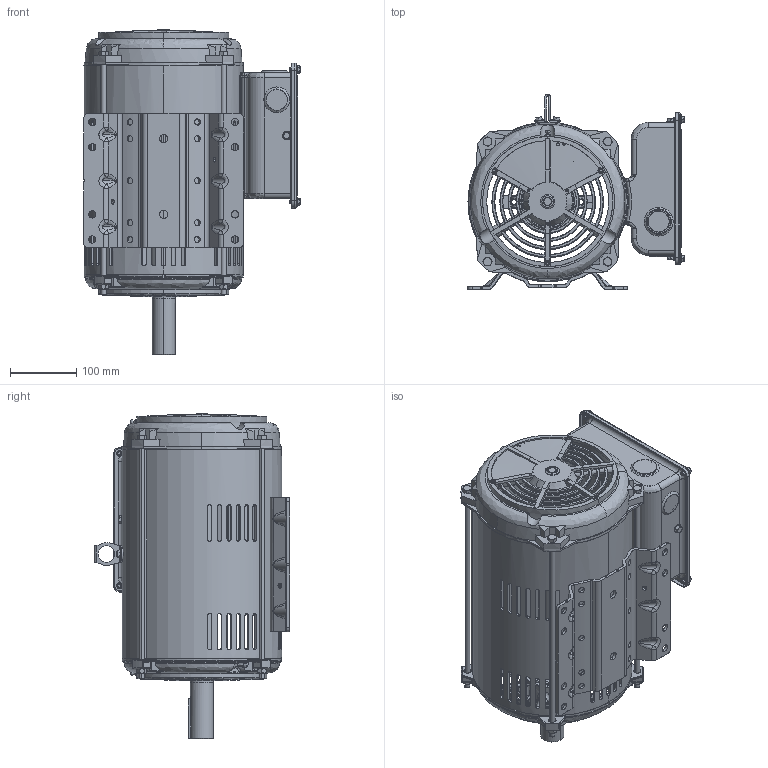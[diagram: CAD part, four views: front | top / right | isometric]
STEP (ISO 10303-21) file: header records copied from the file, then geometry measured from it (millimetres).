
FILE_DESCRIPTION (( 'STEP AP214' ), '1' );
FILE_NAME ('I116 SS88686-1240_Rev0.STEP', '2019-04-09T16:12:29', ( '' ), ( '' ), 'SwSTEP 2.0', 'SolidWorks 2017', '' );
FILE_SCHEMA (( 'AUTOMOTIVE_DESIGN' ));
Length unit declared in the file: inch
Products named in the file (1): I116 SS88686-1240_Rev0
Bounding box: 327.04 x 295.71 x 492.46 mm (x, y, z)
Volume: 2731528 mm3; surface area: 1400417.5 mm2
Topology: 32 solids, 34 shells, 3602 faces, 9948 edges, 6341 vertices
Faces by surface type: plane 1339, cone 809, cylinder 763, bspline 691
Entity records: 176122 total; most frequent: CARTESIAN_POINT 93428, ORIENTED_EDGE 19760, DIRECTION 13632, EDGE_CURVE 9880, VERTEX_POINT 6341, AXIS2_PLACEMENT_3D 5204, B_SPLINE_CURVE_WITH_KNOTS 4207, EDGE_LOOP 3935
